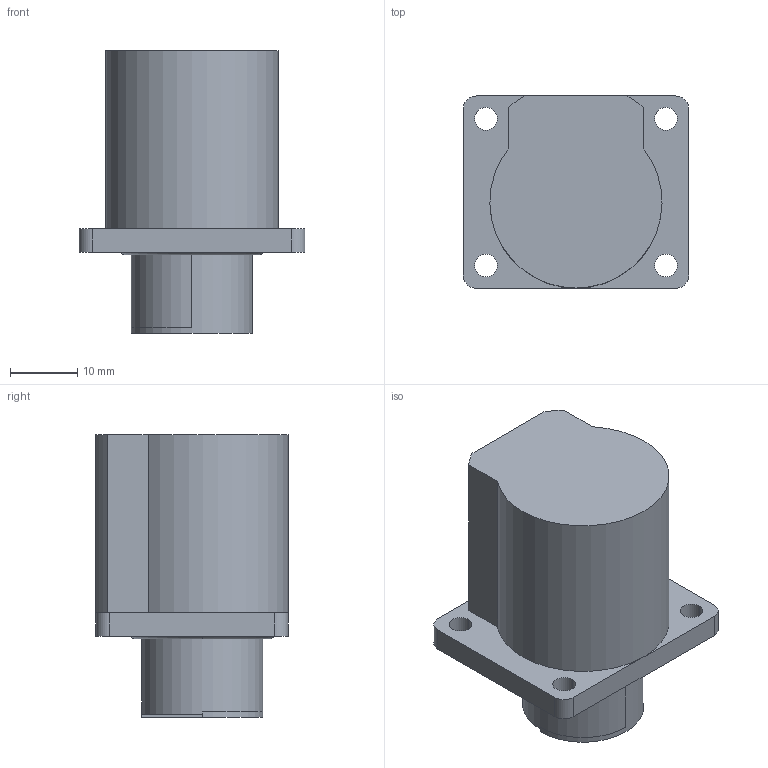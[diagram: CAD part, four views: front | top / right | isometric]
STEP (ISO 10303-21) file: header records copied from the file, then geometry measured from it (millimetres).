
FILE_DESCRIPTION((''),'2;1');
FILE_NAME('UTL0103G1P_SW0001','2012-04-18T',('MRagaine'),('SOURIAU'),'PRO/ENGINEER BY PARAMETRIC TECHNOLOGY CORPORATION, 2010140','PRO/ENGINEER BY PARAMETRIC TECHNOLOGY CORPORATION, 2010140','');
FILE_SCHEMA(('CONFIG_CONTROL_DESIGN'));
Length unit declared in the file: millimetre
Products named in the file (1): UTL0103G1P_SW0001
Bounding box: 33.55 x 28.6 x 42.07 mm (x, y, z)
Volume: 22168.3 mm3; surface area: 5523.5 mm2
Topology: 1 solids, 1 shells, 182 faces, 500 edges, 333 vertices
Faces by surface type: extrusion 93, plane 70, cylinder 17, torus 2
Entity records: 6400 total; most frequent: CARTESIAN_POINT 2035, ORIENTED_EDGE 1000, DIRECTION 627, EDGE_CURVE 500, VECTOR 365, VERTEX_POINT 333, B_SPLINE_CURVE_WITH_KNOTS 279, LINE 272
